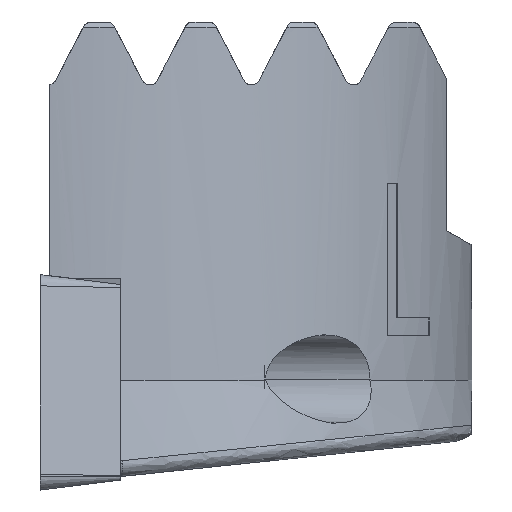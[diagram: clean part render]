
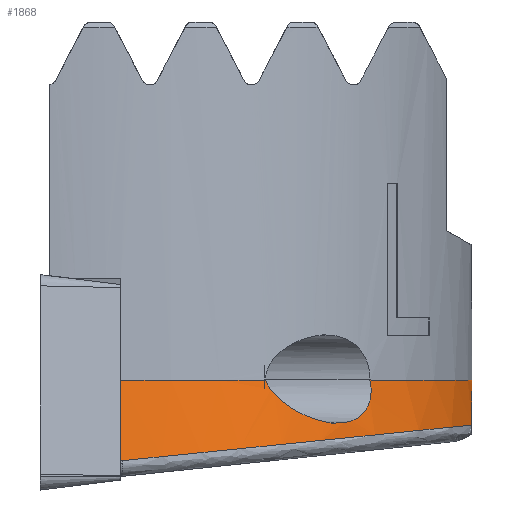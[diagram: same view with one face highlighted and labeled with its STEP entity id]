
A CAD part, left-side view. The second image highlights one B-rep face of the part: STEP entity #1868.
In plain terms, the highlighted conical face has half-angle 10 degrees and reference radius 25 mm.
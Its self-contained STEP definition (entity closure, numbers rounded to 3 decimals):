
#1352=VERTEX_POINT('NONE',#3414);
#1376=EDGE_CURVE('NONE',#2634,#1986,#3441,.F.);
#1514=EDGE_CURVE('NONE',#2890,#2974,#3589,.T.);
#1672=VERTEX_POINT('NONE',#3757);
#1730=VERTEX_POINT('NONE',#3822);
#1868=ADVANCED_FACE('NONE',(#3971),#3972,.T.);
#1886=EDGE_CURVE('NONE',#1672,#1352,#3991,.T.);
#1982=EDGE_CURVE('NONE',#2634,#2974,#4094,.T.);
#1986=VERTEX_POINT('NONE',#4099);
#2634=VERTEX_POINT('NONE',#4814);
#2660=EDGE_CURVE('NONE',#1730,#1352,#4841,.F.);
#2854=EDGE_CURVE('NONE',#2890,#1672,#5052,.T.);
#2890=VERTEX_POINT('NONE',#5090);
#2974=VERTEX_POINT('NONE',#5187);
#3028=EDGE_CURVE('Kante182',#1730,#1986,#5251,.F.);
#3414=CARTESIAN_POINT('',(1.022,-4.76,1.73));
#3441=(B_SPLINE_CURVE(2,(#7003,#7004,#7005),.UNSPECIFIED.,.F.,.F.)B_SPLINE_CURVE_WITH_KNOTS((3,3),(1.242,7.094),.UNSPECIFIED.)RATIONAL_B_SPLINE_CURVE((1.004,1.014,1.014))BOUNDED_CURVE()REPRESENTATION_ITEM('')GEOMETRIC_REPRESENTATION_ITEM()CURVE());
#3589=B_SPLINE_CURVE_WITH_KNOTS('',3,(#7256,#7257,#7258,#7259,#7260,#7261,#7262,#7263,#7264,#7265,#7266,#7267,#7268,#7269,#7270,#7271,#7272,#7273,#7274,#7275,#7276,#7277,#7278,#7279,#7280,#7281,#7282,#7283,#7284,#7285,#7286,#7287,#7288,#7289,#7290,#7291,#7292,#7293,#7294,#7295,#7296,#7297,#7298),.UNSPECIFIED.,.F.,.F.,(4,2,2,2,2,2,2,2,2,2,2,2,2,2,2,2,3,2,2,2,4),(-11.394,-10.911,-10.427,-9.792,-9.158,-7.889,-6.333,-5.556,-4.778,-4.108,-3.439,-2.77,-2.1,-1.575,-1.05,-0.525,0.0,0.487,0.974,1.462,1.949),.UNSPECIFIED.);
#3757=CARTESIAN_POINT('',(1.873,-4.76,6.482));
#3822=CARTESIAN_POINT('',(1.038,-4.852,1.73));
#3971=FACE_OUTER_BOUND('',#7980,.T.);
#3972=CONICAL_SURFACE('',#7981,25.0,0.175);
#3991=(B_SPLINE_CURVE(2,(#8019,#8020,#8021),.UNSPECIFIED.,.F.,.F.)B_SPLINE_CURVE_WITH_KNOTS((3,3),(1.311,6.138),.UNSPECIFIED.)RATIONAL_B_SPLINE_CURVE((1.,1.,1.))BOUNDED_CURVE()REPRESENTATION_ITEM('')GEOMETRIC_REPRESENTATION_ITEM()CURVE());
#4094=CIRCLE('',#8184,25.0);
#4099=CARTESIAN_POINT('',(21.641,-25.46,3.829));
#4814=CARTESIAN_POINT('',(26.5,-25.46,6.482));
#4841=CIRCLE('',#9348,25.838);
#5052=CIRCLE('',#9702,25.0);
#5090=CARTESIAN_POINT('',(5.045,-13.293,6.482));
#5187=CARTESIAN_POINT('',(10.244,-19.453,6.482));
#5251=B_SPLINE_CURVE_WITH_KNOTS('',3,(#10071,#10072,#10073,#10074,#10075,#10076,#10077,#10078,#10079,#10080,#10081,#10082,#10083,#10084,#10085,#10086),.UNSPECIFIED.,.F.,.F.,(4,3,3,3,3,4),(0.0,0.2,0.4,0.681,0.843,1.0),.UNSPECIFIED.);
#7003=CARTESIAN_POINT('',(21.641,-25.46,3.829));
#7004=CARTESIAN_POINT('',(24.093,-25.46,6.482));
#7005=CARTESIAN_POINT('',(26.5,-25.46,6.482));
#7256=CARTESIAN_POINT('',(5.375,-13.386,7.813));
#7257=CARTESIAN_POINT('',(5.303,-13.311,7.684));
#7258=CARTESIAN_POINT('',(5.239,-13.253,7.543));
#7259=CARTESIAN_POINT('',(5.137,-13.183,7.247));
#7260=CARTESIAN_POINT('',(5.098,-13.171,7.092));
#7261=CARTESIAN_POINT('',(5.042,-13.204,6.724));
#7262=CARTESIAN_POINT('',(5.038,-13.265,6.528));
#7263=CARTESIAN_POINT('',(5.066,-13.44,6.156));
#7264=CARTESIAN_POINT('',(5.1,-13.556,5.98));
#7265=CARTESIAN_POINT('',(5.244,-13.953,5.487));
#7266=CARTESIAN_POINT('',(5.398,-14.285,5.205));
#7267=CARTESIAN_POINT('',(5.77,-14.993,4.709));
#7268=CARTESIAN_POINT('',(6.034,-15.435,4.473));
#7269=CARTESIAN_POINT('',(6.483,-16.099,4.21));
#7270=CARTESIAN_POINT('',(6.641,-16.32,4.138));
#7271=CARTESIAN_POINT('',(6.967,-16.75,4.027));
#7272=CARTESIAN_POINT('',(7.135,-16.96,3.988));
#7273=CARTESIAN_POINT('',(7.445,-17.327,3.947));
#7274=CARTESIAN_POINT('',(7.599,-17.502,3.938));
#7275=CARTESIAN_POINT('',(7.921,-17.849,3.953));
#7276=CARTESIAN_POINT('',(8.088,-18.02,3.975));
#7277=CARTESIAN_POINT('',(8.426,-18.347,4.057));
#7278=CARTESIAN_POINT('',(8.596,-18.503,4.117));
#7279=CARTESIAN_POINT('',(8.929,-18.788,4.275));
#7280=CARTESIAN_POINT('',(9.091,-18.918,4.374));
#7281=CARTESIAN_POINT('',(9.362,-19.119,4.585));
#7282=CARTESIAN_POINT('',(9.481,-19.201,4.695));
#7283=CARTESIAN_POINT('',(9.703,-19.341,4.947));
#7284=CARTESIAN_POINT('',(9.806,-19.399,5.088));
#7285=CARTESIAN_POINT('',(9.983,-19.482,5.394));
#7286=CARTESIAN_POINT('',(10.058,-19.508,5.559));
#7287=CARTESIAN_POINT('',(10.17,-19.525,5.899));
#7288=CARTESIAN_POINT('',(10.208,-19.517,6.075));
#7289=CARTESIAN_POINT('',(10.227,-19.493,6.247));
#7290=CARTESIAN_POINT('',(10.246,-19.472,6.407));
#7291=CARTESIAN_POINT('',(10.249,-19.437,6.57));
#7292=CARTESIAN_POINT('',(10.226,-19.342,6.893));
#7293=CARTESIAN_POINT('',(10.199,-19.282,7.052));
#7294=CARTESIAN_POINT('',(10.119,-19.141,7.355));
#7295=CARTESIAN_POINT('',(10.066,-19.061,7.5));
#7296=CARTESIAN_POINT('',(9.942,-18.888,7.768));
#7297=CARTESIAN_POINT('',(9.872,-18.795,7.891));
#7298=CARTESIAN_POINT('',(9.798,-18.7,8.));
#7980=EDGE_LOOP('',(#11112,#11113,#11114,#11115,#11116,#11117,#11118));
#7981=AXIS2_PLACEMENT_3D('',#11119,#11120,#11121);
#8019=CARTESIAN_POINT('',(1.873,-4.76,6.482));
#8020=CARTESIAN_POINT('',(1.455,-4.76,4.146));
#8021=CARTESIAN_POINT('',(1.022,-4.76,1.73));
#8184=AXIS2_PLACEMENT_3D('',#11244,#11245,#11246);
#9348=AXIS2_PLACEMENT_3D('',#12109,#12110,#12111);
#9702=AXIS2_PLACEMENT_3D('',#12381,#12382,#12383);
#10071=CARTESIAN_POINT('',(21.641,-25.46,3.829));
#10072=CARTESIAN_POINT('',(19.613,-25.073,3.79));
#10073=CARTESIAN_POINT('',(17.625,-24.44,3.725));
#10074=CARTESIAN_POINT('',(15.744,-23.582,3.638));
#10075=CARTESIAN_POINT('',(13.863,-22.724,3.551));
#10076=CARTESIAN_POINT('',(12.088,-21.641,3.44));
#10077=CARTESIAN_POINT('',(10.465,-20.364,3.31));
#10078=CARTESIAN_POINT('',(8.185,-18.568,3.128));
#10079=CARTESIAN_POINT('',(6.212,-16.389,2.906));
#10080=CARTESIAN_POINT('',(4.654,-13.948,2.657));
#10081=CARTESIAN_POINT('',(3.758,-12.545,2.514));
#10082=CARTESIAN_POINT('',(2.999,-11.057,2.363));
#10083=CARTESIAN_POINT('',(2.388,-9.509,2.205));
#10084=CARTESIAN_POINT('',(1.794,-8.002,2.051));
#10085=CARTESIAN_POINT('',(1.341,-6.439,1.892));
#10086=CARTESIAN_POINT('',(1.038,-4.852,1.73));
#11112=ORIENTED_EDGE('',*,*,#1376,.F.);
#11113=ORIENTED_EDGE('',*,*,#1982,.T.);
#11114=ORIENTED_EDGE('',*,*,#1514,.F.);
#11115=ORIENTED_EDGE('',*,*,#2854,.T.);
#11116=ORIENTED_EDGE('',*,*,#1886,.T.);
#11117=ORIENTED_EDGE('',*,*,#2660,.F.);
#11118=ORIENTED_EDGE('',*,*,#3028,.T.);
#11119=CARTESIAN_POINT('',(26.5,-0.46,6.482));
#11120=DIRECTION('',(0.,0.,-1.0));
#11121=DIRECTION('',(-1.0,0.,0.));
#11244=CARTESIAN_POINT('',(26.5,-0.46,6.482));
#11245=DIRECTION('',(0.,0.,-1.0));
#11246=DIRECTION('',(-1.0,0.,0.));
#12109=CARTESIAN_POINT('',(26.5,-0.46,1.73));
#12110=DIRECTION('',(0.,0.,1.0));
#12111=DIRECTION('',(-1.0,0.,0.));
#12381=CARTESIAN_POINT('',(26.5,-0.46,6.482));
#12382=DIRECTION('',(0.,0.,-1.0));
#12383=DIRECTION('',(-1.0,0.,0.));
